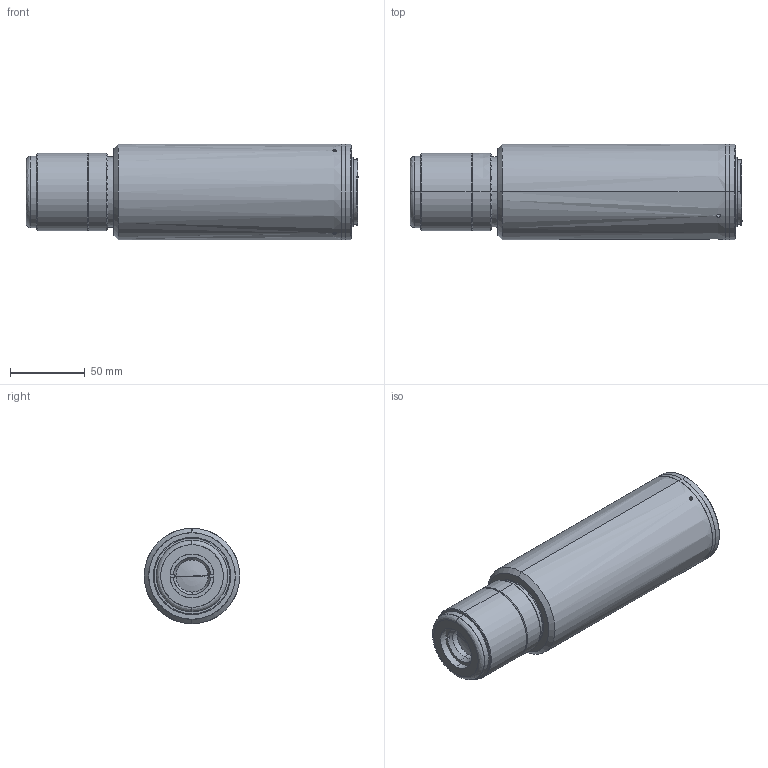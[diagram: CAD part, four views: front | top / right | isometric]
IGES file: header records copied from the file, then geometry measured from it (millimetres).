
Start section: SolidWorks IGES file using analytic representation for surfaces
Global section: file name: DP23015_MC4K200X-F.igs; native system: SolidWorks 2020; preprocessor: SolidWorks 2020; author: andreava; date: 200910.170228; units: millimetre
Bounding box: 222.79 x 64 x 64 mm (x, y, z)
Surface area: 84294.4 mm2 (no closed solid volume)
Topology: 0 solids, 0 shells, 104 faces, 2387 edges, 2386 vertices
Faces by surface type: revolution 74, bspline 30
